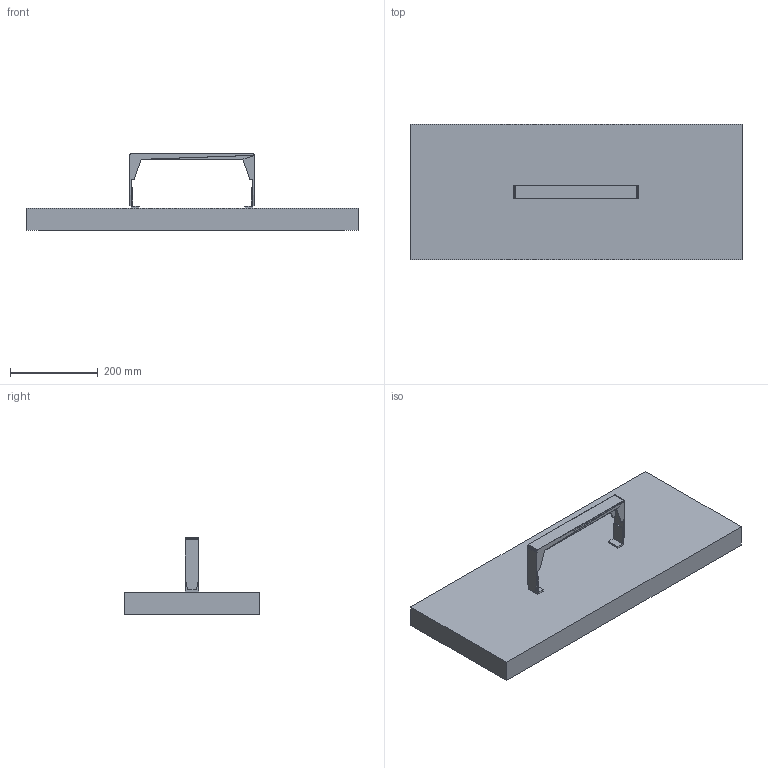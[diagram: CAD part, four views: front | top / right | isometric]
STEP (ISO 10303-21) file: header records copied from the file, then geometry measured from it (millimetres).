
FILE_DESCRIPTION (( 'STEP AP214' ), '1' );
FILE_NAME ('LB S C ECO LED 75 5000K.STEP', '2018-07-23T08:32:12', ( '' ), ( '' ), 'SwSTEP 2.0', 'SolidWorks 2013', '' );
FILE_SCHEMA (( 'AUTOMOTIVE_DESIGN' ));
Length unit declared in the file: millimetre
Products named in the file (2): LB S C ECO LED 75 5000K
Assembly tree (1 placements, depth 2):
  LB S C ECO LED 75 5000K
    LB S C ECO LED 75 5000K
Bounding box: 757 x 309 x 175 mm (x, y, z)
Surface area: 649786.9 mm2 (no closed solid volume)
Topology: 0 solids, 30 shells, 90 faces, 387 edges, 323 vertices
Faces by surface type: plane 89, bspline 1
Entity records: 4844 total; most frequent: CARTESIAN_POINT 815, DIRECTION 573, ORIENTED_EDGE 451, LINE 387, EDGE_CURVE 387, VECTOR 387, VERTEX_POINT 323, AXIS2_PLACEMENT_3D 93
